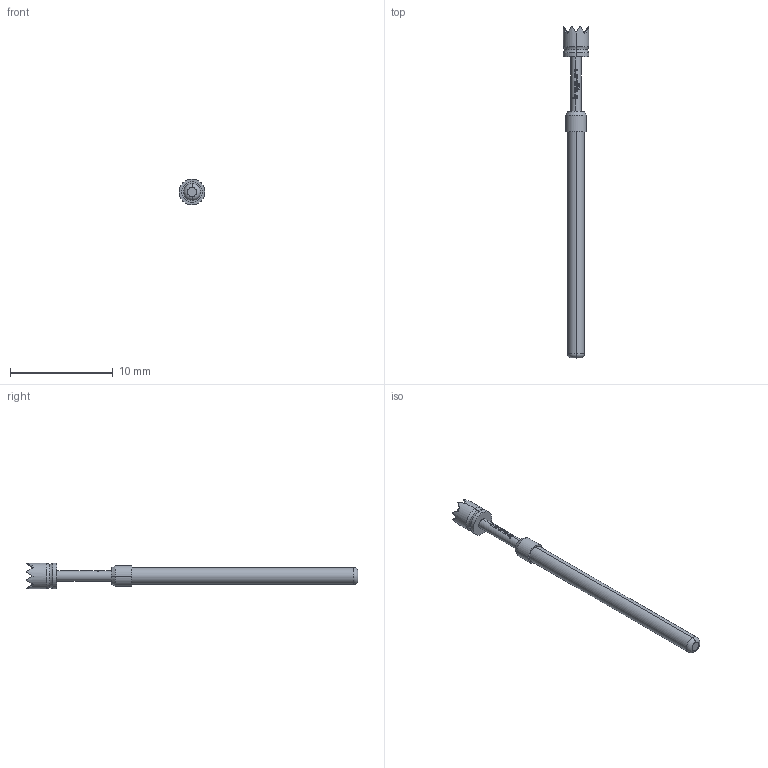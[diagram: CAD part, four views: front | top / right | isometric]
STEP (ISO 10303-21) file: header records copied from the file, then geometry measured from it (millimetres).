
FILE_DESCRIPTION (( 'STEP AP203' ), '1' );
FILE_NAME ('INGUN_HSS-118_306_250_A_xx02.STEP', '2022-02-01T11:41:41', ( 'ochi' ), ( '' ), 'SwSTEP 2.0', 'SolidWorks 2018', '' );
FILE_SCHEMA (( 'CONFIG_CONTROL_DESIGN' ));
Length unit declared in the file: millimetre
Products named in the file (1): INGUN_HSS-118_306_250_A_xx02
Bounding box: 2.5 x 32.3 x 2.5 mm (x, y, z)
Volume: 69.2 mm3; surface area: 181.4 mm2
Topology: 1 solids, 1 shells, 142 faces, 347 edges, 211 vertices
Faces by surface type: plane 61, bspline 53, cylinder 20, torus 6, cone 2
Entity records: 5166 total; most frequent: CARTESIAN_POINT 2420, ORIENTED_EDGE 694, EDGE_CURVE 347, DIRECTION 321, VERTEX_POINT 211, B_SPLINE_CURVE_WITH_KNOTS 204, EDGE_LOOP 146, ADVANCED_FACE 142
